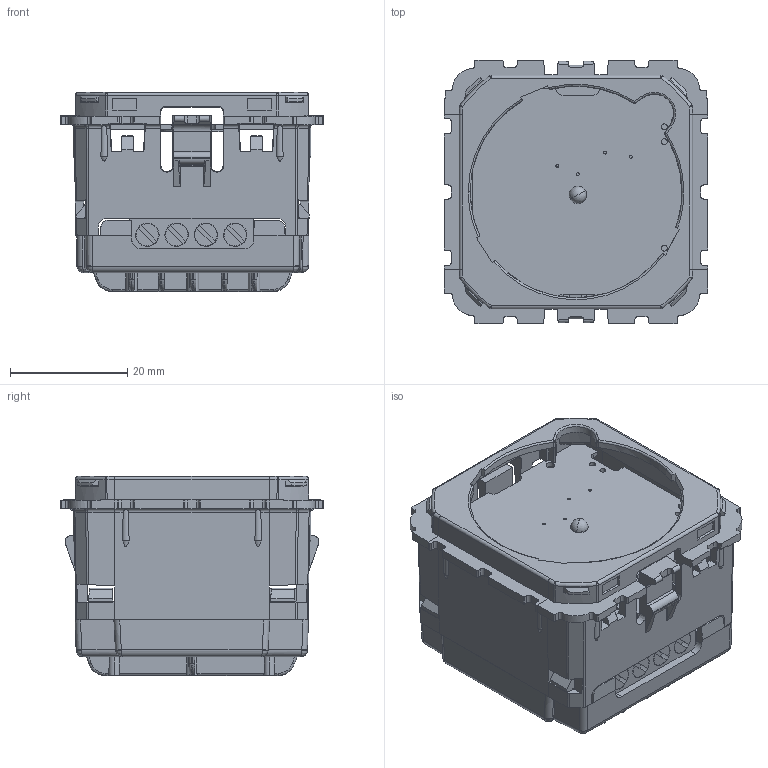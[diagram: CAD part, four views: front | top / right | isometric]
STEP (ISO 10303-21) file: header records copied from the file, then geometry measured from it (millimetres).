
FILE_DESCRIPTION(('CATIA V5 STEP Exchange','CAx-IF Rec.Pracs.--- Model Styling and Organization---1.5--- 2016-08-15','CAx-IF Rec.Pracs.---Supplemental Geometry---1.0---2011-11-01','CAx-IF Rec.Pracs.--- Composite Materials ---1.1---2010-07-15'),'2;1');
FILE_NAME('CM0290_simplifier.stp','2024-03-25T07:26:12+00:00',('none'),('none'),'CATIA Version 5-6 Release 2020 SP5','CATIA V5 STEP AP214 v2','none');
FILE_SCHEMA(('AUTOMOTIVE_DESIGN { 1 0 10303 214 1 1 1 1 }'));
Products named in the file (1): CM0290
Bounding box: 45.05 x 45.05 x 34 mm (x, y, z)
Volume: 12949.8 mm3; surface area: 20196.9 mm2
Topology: 5 solids, 5 shells, 3443 faces, 10059 edges, 6629 vertices
Faces by surface type: plane 2890, cylinder 410, bspline 76, cone 31, torus 22, sphere 14
Entity records: 115201 total; most frequent: CARTESIAN_POINT 30030, ORIENTED_EDGE 20070, DIRECTION 12827, EDGE_CURVE 10035, VERTEX_POINT 6629, VECTOR 6241, LINE 6241, EDGE_LOOP 3522
